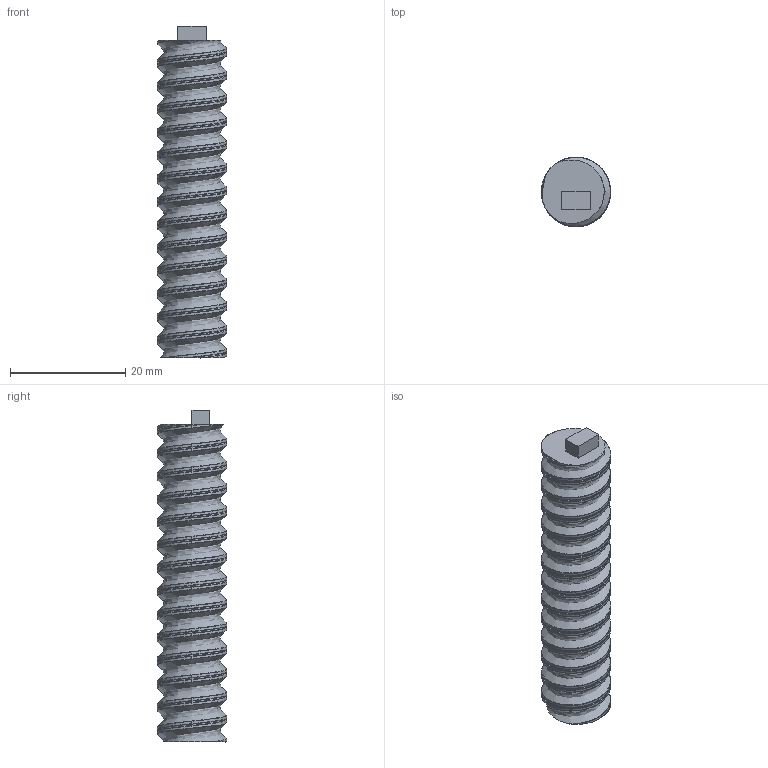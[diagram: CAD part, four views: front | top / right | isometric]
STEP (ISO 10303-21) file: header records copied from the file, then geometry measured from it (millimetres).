
FILE_DESCRIPTION (( 'STEP AP214' ), '1' );
FILE_NAME ('SFU1204 Washer Screw.STEP', '2018-04-07T07:09:05', ( '' ), ( '' ), 'SwSTEP 2.0', 'SolidWorks 2017', '' );
FILE_SCHEMA (( 'AUTOMOTIVE_DESIGN' ));
Length unit declared in the file: millimetre
Products named in the file (1): SFU1204 Washer Screw
Bounding box: 12 x 12 x 57.5 mm (x, y, z)
Volume: 5231.8 mm3; surface area: 2713.4 mm2
Topology: 1 solids, 1 shells, 72 faces, 207 edges, 138 vertices
Faces by surface type: cylinder 57, bspline 8, plane 7
Entity records: 16110 total; most frequent: CARTESIAN_POINT 14607, ORIENTED_EDGE 414, EDGE_CURVE 207, DIRECTION 205, VERTEX_POINT 138, EDGE_LOOP 73, ADVANCED_FACE 72, FACE_OUTER_BOUND 72
